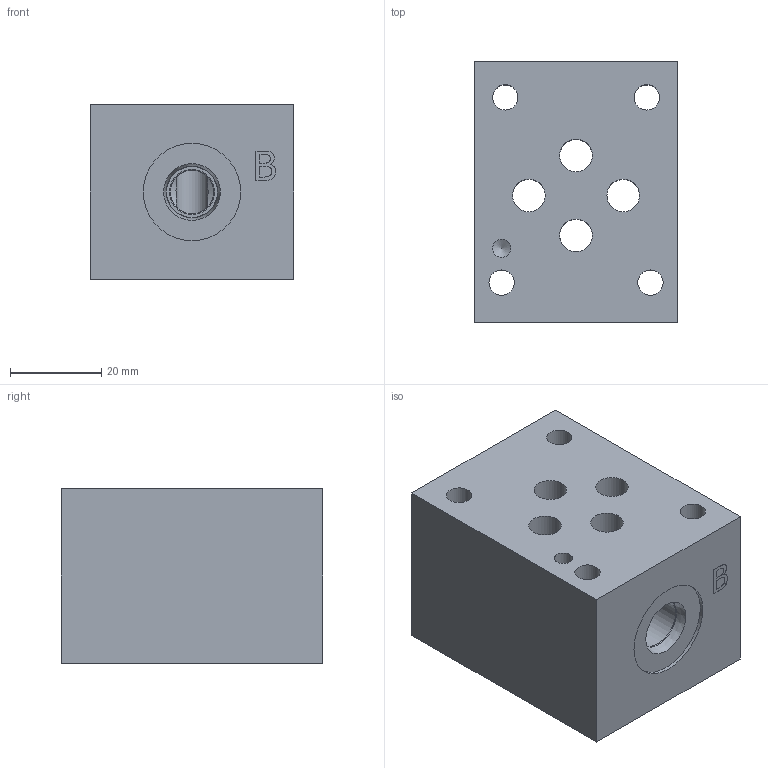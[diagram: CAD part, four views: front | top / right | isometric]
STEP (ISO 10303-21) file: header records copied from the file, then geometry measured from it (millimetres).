
FILE_DESCRIPTION(/* description */ (''),/* implementation_level */ '2;1');
FILE_NAME(/* name */ '_D03TPAB4S150.stp',/* time_stamp */ '2021-05-07T14:31:59-04:00',/* author */ ('trevorh'),/* organization */ (''),/* preprocessor_version */ 'ST-DEVELOPER v18',/* originating_system */ 'Autodesk Inventor 2020',/* authorisation */ '');
FILE_SCHEMA (('AUTOMOTIVE_DESIGN { 1 0 10303 214 3 1 1 }'));
Length unit declared in the file: millimetre
Products named in the file (1): Part_DD03TPAB4S150.C14105R0_3D
Bounding box: 44.45 x 57.15 x 38.1 mm (x, y, z)
Volume: 82872 mm3; surface area: 19559.3 mm2
Topology: 1 solids, 1 shells, 459 faces, 1251 edges, 840 vertices
Faces by surface type: plane 300, bspline 125, cylinder 22, cone 12
Full cylindrical faces by diameter (mm): 3.175 x1, 3.962 x1, 5.537 x4, 7.137 x4, 9.525 x2, 9.881 x2, 11.125 x2, 12.7 x4, 21.285 x2
Entity records: 15588 total; most frequent: CARTESIAN_POINT 4268, ORIENTED_EDGE 2498, DIRECTION 1741, EDGE_CURVE 1249, LINE 911, VECTOR 911, VERTEX_POINT 840, EDGE_LOOP 527
